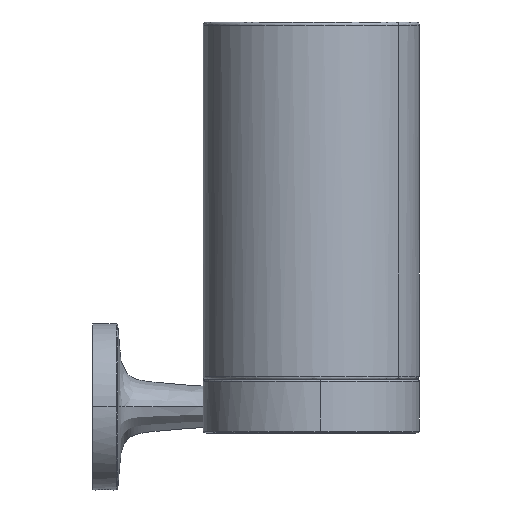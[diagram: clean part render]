
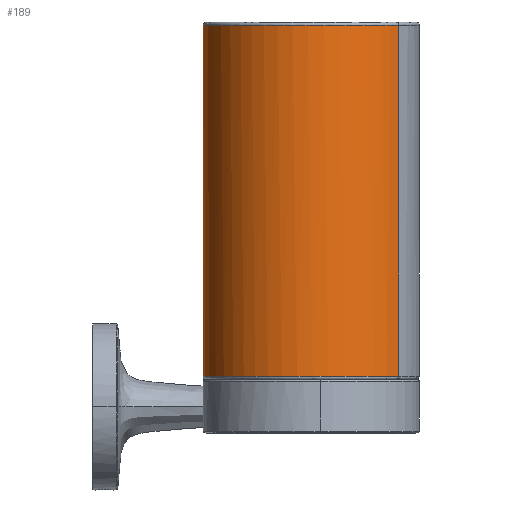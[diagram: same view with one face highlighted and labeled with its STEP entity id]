
A CAD part, left-side view. The second image highlights one B-rep face of the part: STEP entity #189.
In plain terms, the highlighted free-form (B-spline) face has degree [2, 1] with [9, 2] control points.
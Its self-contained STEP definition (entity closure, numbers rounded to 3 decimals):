
#189=ADVANCED_FACE('',(#376),#2748,.T.);
#376=FACE_OUTER_BOUND('',#570,.T.);
#570=EDGE_LOOP('',(#1303,#1304,#1305,#1306));
#1303=ORIENTED_EDGE('',*,*,#1822,.F.);
#1304=ORIENTED_EDGE('',*,*,#1823,.T.);
#1305=ORIENTED_EDGE('',*,*,#1824,.F.);
#1306=ORIENTED_EDGE('',*,*,#1825,.T.);
#1822=EDGE_CURVE('',#2544,#2543,#2277,.T.);
#1823=EDGE_CURVE('',#2544,#2541,#2067,.T.);
#1824=EDGE_CURVE('',#2538,#2541,#2278,.T.);
#1825=EDGE_CURVE('',#2538,#2543,#2068,.T.);
#2067=B_SPLINE_CURVE_WITH_KNOTS('',1,(#17912,#17913),.UNSPECIFIED.,.F.,
 .F.,(2,2),(0.,105.5),.UNSPECIFIED.);
#2068=B_SPLINE_CURVE_WITH_KNOTS('',1,(#17919,#17920),.UNSPECIFIED.,.F.,
 .F.,(2,2),(-105.5,0.),.UNSPECIFIED.);
#2277=(
BOUNDED_CURVE()
B_SPLINE_CURVE(2,(#17907,#17908,#17909,#17910,#17911),.UNSPECIFIED.,.F.,
 .F.)
B_SPLINE_CURVE_WITH_KNOTS((3,2,3),(-102.102,-51.051,
0.),.UNSPECIFIED.)
CURVE()
GEOMETRIC_REPRESENTATION_ITEM()
RATIONAL_B_SPLINE_CURVE((1.,0.707,1.,0.707,1.))
REPRESENTATION_ITEM('')
);
#2278=(
BOUNDED_CURVE()
B_SPLINE_CURVE(2,(#17914,#17915,#17916,#17917,#17918),.UNSPECIFIED.,.F.,
 .F.)
B_SPLINE_CURVE_WITH_KNOTS((3,2,3),(-102.102,-51.051,
0.),.UNSPECIFIED.)
CURVE()
GEOMETRIC_REPRESENTATION_ITEM()
RATIONAL_B_SPLINE_CURVE((1.,0.707,1.,0.707,1.))
REPRESENTATION_ITEM('')
);
#2538=VERTEX_POINT('',#17661);
#2541=VERTEX_POINT('',#17664);
#2543=VERTEX_POINT('',#17666);
#2544=VERTEX_POINT('',#17667);
#2748=(
BOUNDED_SURFACE()
B_SPLINE_SURFACE(2,1,((#17437,#17438),(#17439,#17440),(#17441,#17442),(#17443,
#17444),(#17445,#17446),(#17447,#17448),(#17449,#17450),(#17451,#17452),
(#17453,#17454)),.UNSPECIFIED.,.T.,.F.,.F.)
B_SPLINE_SURFACE_WITH_KNOTS((3,2,2,2,3),(2,2),(0.,51.051,102.102,
153.153,204.204),(0.,126.602),.UNSPECIFIED.)
GEOMETRIC_REPRESENTATION_ITEM()
RATIONAL_B_SPLINE_SURFACE(((1.,1.),(0.707,0.707),
(1.,1.),(0.707,0.707),(1.,1.),(0.707,
0.707),(1.,1.),(0.707,0.707),(1.,1.)))
REPRESENTATION_ITEM('')
SURFACE()
);
#17437=CARTESIAN_POINT('',(-26.222,-35.184,79.434));
#17438=CARTESIAN_POINT('',(-26.222,-35.184,-47.168));
#17439=CARTESIAN_POINT('',(-45.345,-61.462,79.434));
#17440=CARTESIAN_POINT('',(-45.345,-61.462,-47.168));
#17441=CARTESIAN_POINT('',(-71.623,-42.339,79.434));
#17442=CARTESIAN_POINT('',(-71.623,-42.339,-47.168));
#17443=CARTESIAN_POINT('',(-97.902,-23.216,79.434));
#17444=CARTESIAN_POINT('',(-97.902,-23.216,-47.168));
#17445=CARTESIAN_POINT('',(-78.778,3.063,79.434));
#17446=CARTESIAN_POINT('',(-78.778,3.063,-47.168));
#17447=CARTESIAN_POINT('',(-59.655,29.341,79.434));
#17448=CARTESIAN_POINT('',(-59.655,29.341,-47.168));
#17449=CARTESIAN_POINT('',(-33.377,10.218,79.434));
#17450=CARTESIAN_POINT('',(-33.377,10.218,-47.168));
#17451=CARTESIAN_POINT('',(-7.098,-8.906,79.434));
#17452=CARTESIAN_POINT('',(-7.098,-8.906,-47.168));
#17453=CARTESIAN_POINT('',(-26.222,-35.184,79.434));
#17454=CARTESIAN_POINT('',(-26.222,-35.184,-47.168));
#17661=CARTESIAN_POINT('',(-71.623,-42.339,-36.617));
#17664=CARTESIAN_POINT('',(-33.377,10.218,-36.617));
#17666=CARTESIAN_POINT('',(-71.623,-42.339,68.883));
#17667=CARTESIAN_POINT('',(-33.377,10.218,68.883));
#17907=CARTESIAN_POINT('',(-33.377,10.218,68.883));
#17908=CARTESIAN_POINT('',(-59.655,29.341,68.883));
#17909=CARTESIAN_POINT('',(-78.778,3.063,68.883));
#17910=CARTESIAN_POINT('',(-97.902,-23.216,68.883));
#17911=CARTESIAN_POINT('',(-71.623,-42.339,68.883));
#17912=CARTESIAN_POINT('',(-33.377,10.218,68.883));
#17913=CARTESIAN_POINT('',(-33.377,10.218,-36.617));
#17914=CARTESIAN_POINT('',(-71.623,-42.339,-36.617));
#17915=CARTESIAN_POINT('',(-97.902,-23.216,-36.617));
#17916=CARTESIAN_POINT('',(-78.778,3.063,-36.617));
#17917=CARTESIAN_POINT('',(-59.655,29.341,-36.617));
#17918=CARTESIAN_POINT('',(-33.377,10.218,-36.617));
#17919=CARTESIAN_POINT('',(-71.623,-42.339,-36.617));
#17920=CARTESIAN_POINT('',(-71.623,-42.339,68.883));
